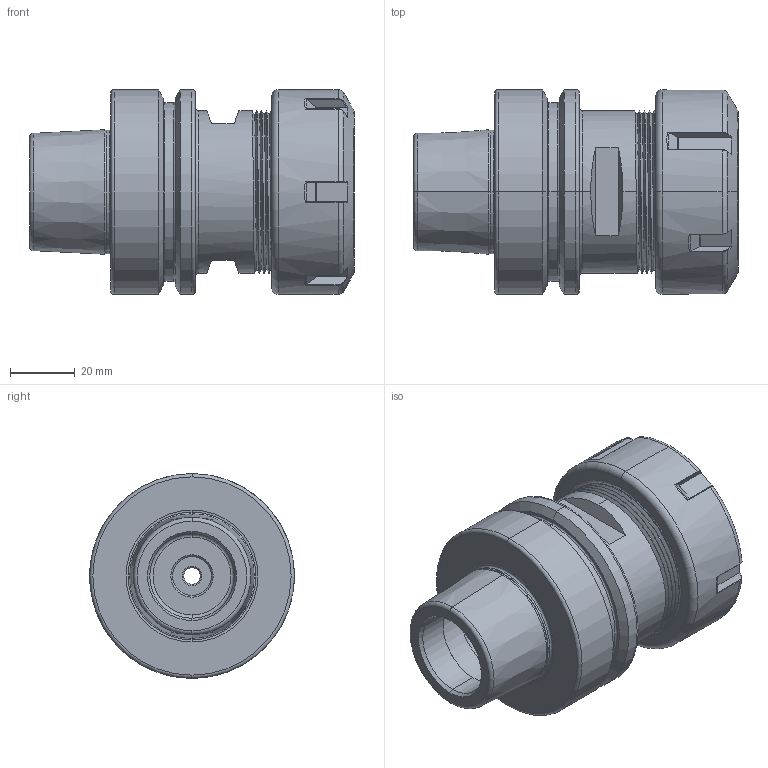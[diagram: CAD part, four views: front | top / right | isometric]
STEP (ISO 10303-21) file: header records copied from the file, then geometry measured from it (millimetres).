
FILE_DESCRIPTION (( 'STEP AP203' ), '1' );
FILE_NAME ('F63.02.26.STEP', '2017-12-25T10:55:11', ( '' ), ( '' ), 'SwSTEP 2.0', 'SolidWorks 2012', '' );
FILE_SCHEMA (( 'CONFIG_CONTROL_DESIGN' ));
Length unit declared in the file: millimetre
Products named in the file (3): F63.02.26; 2-01.100.0400260C7_ER40螺帽(六溝)
Assembly tree (2 placements, depth 2):
  F63.02.26
    F63.02.26
    2-01.100.0400260C7_ER40螺帽(六溝)
Bounding box: 100 x 63 x 63 mm (x, y, z)
Volume: 141334.9 mm3; surface area: 43970.9 mm2
Topology: 2 solids, 2 shells, 245 faces, 612 edges, 377 vertices
Faces by surface type: cylinder 68, plane 57, torus 53, bspline 40, cone 27
Entity records: 12140 total; most frequent: CARTESIAN_POINT 6537, ORIENTED_EDGE 1220, DIRECTION 994, EDGE_CURVE 610, AXIS2_PLACEMENT_3D 415, VERTEX_POINT 377, EDGE_LOOP 257, FACE_OUTER_BOUND 245
